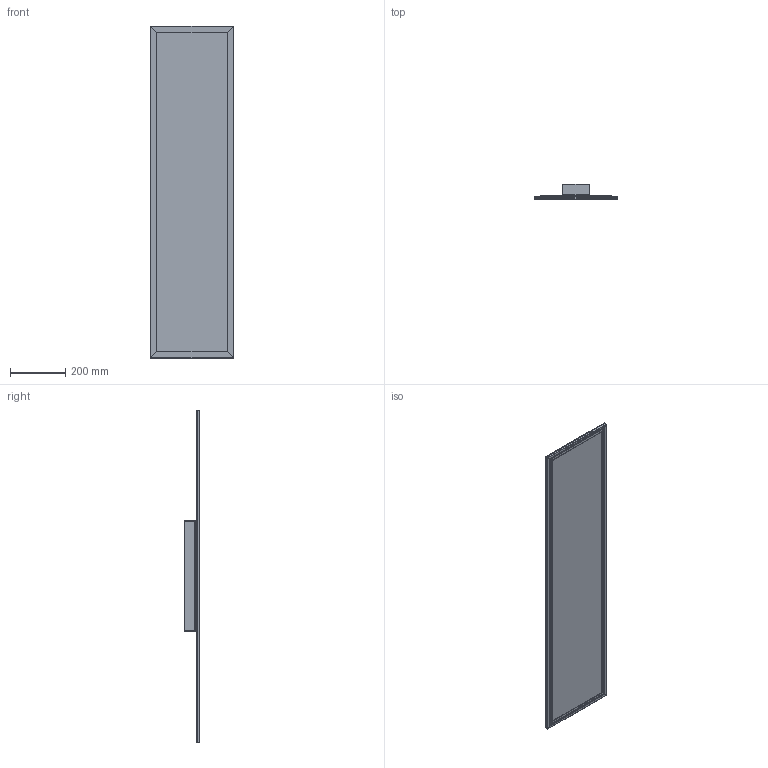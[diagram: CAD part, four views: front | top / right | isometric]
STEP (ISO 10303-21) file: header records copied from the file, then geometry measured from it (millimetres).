
FILE_DESCRIPTION (( 'STEP AP214' ), '1' );
FILE_NAME ('SUNatHOME Planon Plus 120x30.STEP', '2021-08-17T12:45:47', ( '' ), ( '' ), 'SwSTEP 2.0', 'SolidWorks 2020', '' );
FILE_SCHEMA (( 'AUTOMOTIVE_DESIGN' ));
Length unit declared in the file: millimetre
Products named in the file (1): SUNatHOME Planon Plus 120x30
Bounding box: 300 x 55.6 x 1200 mm (x, y, z)
Volume: 625325.3 mm3; surface area: 1879151.4 mm2
Topology: 13 solids, 13 shells, 588 faces, 1590 edges, 1032 vertices
Faces by surface type: plane 310, cylinder 242, bspline 20, sphere 16
Entity records: 26272 total; most frequent: CARTESIAN_POINT 5305, ORIENTED_EDGE 3180, DIRECTION 2780, EDGE_CURVE 1590, VERTEX_POINT 1032, VECTOR 990, LINE 990, AXIS2_PLACEMENT_3D 895
